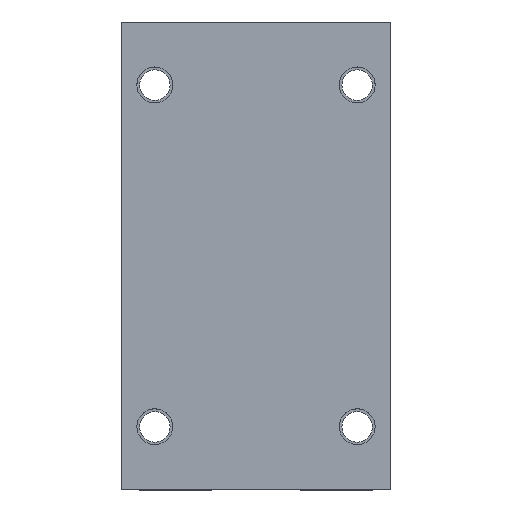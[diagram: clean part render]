
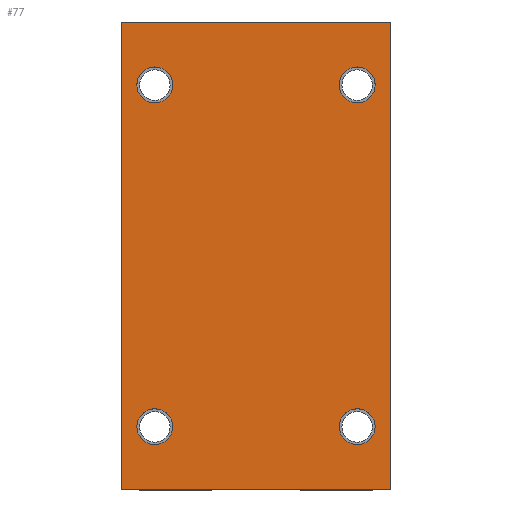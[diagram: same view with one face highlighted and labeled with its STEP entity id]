
A CAD part, top view. The second image highlights one B-rep face of the part: STEP entity #77.
In plain terms, the highlighted planar face has unit normal (0, 0, 1).
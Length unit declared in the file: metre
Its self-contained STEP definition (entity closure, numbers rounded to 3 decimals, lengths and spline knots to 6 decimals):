
#77 = ADVANCED_FACE( '', ( #200, #201, #202, #203, #204 ), #205, .T. );
#200 = FACE_BOUND( '', #401, .T. );
#201 = FACE_BOUND( '', #402, .T. );
#202 = FACE_OUTER_BOUND( '', #403, .T. );
#203 = FACE_BOUND( '', #404, .T. );
#204 = FACE_BOUND( '', #405, .T. );
#205 = PLANE( '', #406 );
#401 = EDGE_LOOP( '', ( #596 ) );
#402 = EDGE_LOOP( '', ( #597 ) );
#403 = EDGE_LOOP( '', ( #598, #599, #600, #601 ) );
#404 = EDGE_LOOP( '', ( #602 ) );
#405 = EDGE_LOOP( '', ( #603 ) );
#406 = AXIS2_PLACEMENT_3D( '', #604, #605, #606 );
#596 = ORIENTED_EDGE( '', *, *, #1044, .T. );
#597 = ORIENTED_EDGE( '', *, *, #1045, .T. );
#598 = ORIENTED_EDGE( '', *, *, #1046, .F. );
#599 = ORIENTED_EDGE( '', *, *, #1047, .F. );
#600 = ORIENTED_EDGE( '', *, *, #1048, .T. );
#601 = ORIENTED_EDGE( '', *, *, #1049, .T. );
#602 = ORIENTED_EDGE( '', *, *, #1050, .T. );
#603 = ORIENTED_EDGE( '', *, *, #1051, .T. );
#604 = CARTESIAN_POINT( '', ( -0.03, -0.052, 0.025 ) );
#605 = DIRECTION( '', ( 0., 0., 1. ) );
#606 = DIRECTION( '', ( 1., 0., 0. ) );
#1044 = EDGE_CURVE( '', #1215, #1215, #1216, .T. );
#1045 = EDGE_CURVE( '', #1217, #1217, #1218, .T. );
#1046 = EDGE_CURVE( '', #1219, #1220, #1221, .T. );
#1047 = EDGE_CURVE( '', #1222, #1219, #1223, .T. );
#1048 = EDGE_CURVE( '', #1222, #1224, #1225, .T. );
#1049 = EDGE_CURVE( '', #1224, #1220, #1226, .T. );
#1050 = EDGE_CURVE( '', #1227, #1227, #1228, .T. );
#1051 = EDGE_CURVE( '', #1229, #1229, #1230, .T. );
#1215 = VERTEX_POINT( '', #1474 );
#1216 = CIRCLE( '', #1475, 0.004 );
#1217 = VERTEX_POINT( '', #1476 );
#1218 = CIRCLE( '', #1477, 0.004 );
#1219 = VERTEX_POINT( '', #1478 );
#1220 = VERTEX_POINT( '', #1479 );
#1221 = LINE( '', #1480, #1481 );
#1222 = VERTEX_POINT( '', #1482 );
#1223 = LINE( '', #1483, #1484 );
#1224 = VERTEX_POINT( '', #1485 );
#1225 = LINE( '', #1486, #1487 );
#1226 = LINE( '', #1488, #1489 );
#1227 = VERTEX_POINT( '', #1490 );
#1228 = CIRCLE( '', #1491, 0.004 );
#1229 = VERTEX_POINT( '', #1492 );
#1230 = CIRCLE( '', #1493, 0.004 );
#1474 = CARTESIAN_POINT( '', ( 0.0225, -0.034, 0.025 ) );
#1475 = AXIS2_PLACEMENT_3D( '', #1981, #1982, #1983 );
#1476 = CARTESIAN_POINT( '', ( -0.0225, 0.042, 0.025 ) );
#1477 = AXIS2_PLACEMENT_3D( '', #1984, #1985, #1986 );
#1478 = CARTESIAN_POINT( '', ( -0.03, 0.052, 0.025 ) );
#1479 = CARTESIAN_POINT( '', ( 0.03, 0.052, 0.025 ) );
#1480 = CARTESIAN_POINT( '', ( -0.03, 0.052, 0.025 ) );
#1481 = VECTOR( '', #1987, 1. );
#1482 = CARTESIAN_POINT( '', ( -0.03, -0.052, 0.025 ) );
#1483 = CARTESIAN_POINT( '', ( -0.03, -0.052, 0.025 ) );
#1484 = VECTOR( '', #1988, 1. );
#1485 = CARTESIAN_POINT( '', ( 0.03, -0.052, 0.025 ) );
#1486 = CARTESIAN_POINT( '', ( -0.03, -0.052, 0.025 ) );
#1487 = VECTOR( '', #1989, 1. );
#1488 = CARTESIAN_POINT( '', ( 0.03, -0.052, 0.025 ) );
#1489 = VECTOR( '', #1990, 1. );
#1490 = CARTESIAN_POINT( '', ( 0.0225, 0.042, 0.025 ) );
#1491 = AXIS2_PLACEMENT_3D( '', #1991, #1992, #1993 );
#1492 = CARTESIAN_POINT( '', ( -0.0225, -0.034, 0.025 ) );
#1493 = AXIS2_PLACEMENT_3D( '', #1994, #1995, #1996 );
#1981 = CARTESIAN_POINT( '', ( 0.0225, -0.038, 0.025 ) );
#1982 = DIRECTION( '', ( 0., 0., -1. ) );
#1983 = DIRECTION( '', ( 0., 1., 0. ) );
#1984 = CARTESIAN_POINT( '', ( -0.0225, 0.038, 0.025 ) );
#1985 = DIRECTION( '', ( 0., 0., -1. ) );
#1986 = DIRECTION( '', ( 0., 1., 0. ) );
#1987 = DIRECTION( '', ( 1., 0., 0. ) );
#1988 = DIRECTION( '', ( 0., 1., 0. ) );
#1989 = DIRECTION( '', ( 1., 0., 0. ) );
#1990 = DIRECTION( '', ( 0., 1., 0. ) );
#1991 = CARTESIAN_POINT( '', ( 0.0225, 0.038, 0.025 ) );
#1992 = DIRECTION( '', ( 0., 0., -1. ) );
#1993 = DIRECTION( '', ( 0., 1., 0. ) );
#1994 = CARTESIAN_POINT( '', ( -0.0225, -0.038, 0.025 ) );
#1995 = DIRECTION( '', ( 0., 0., -1. ) );
#1996 = DIRECTION( '', ( 0., 1., 0. ) );
